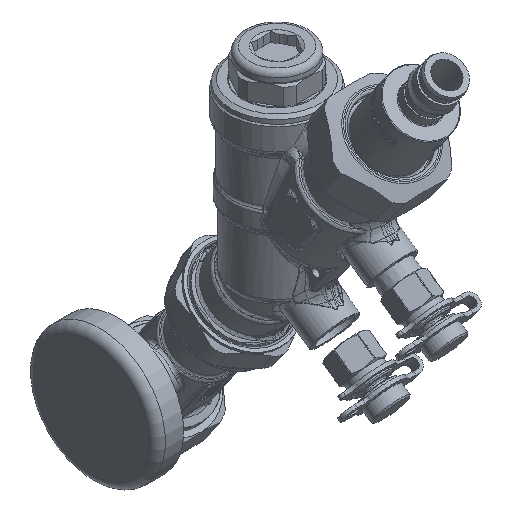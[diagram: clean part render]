
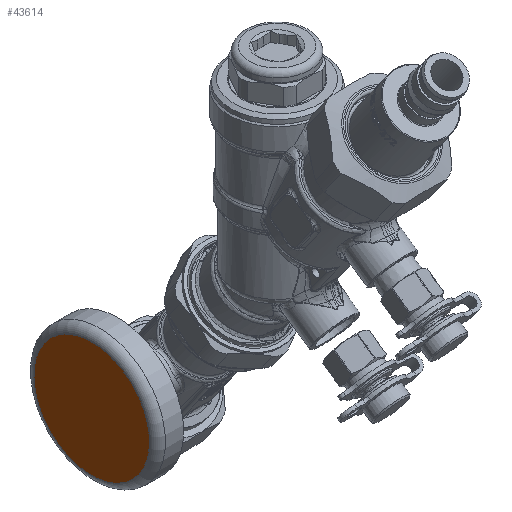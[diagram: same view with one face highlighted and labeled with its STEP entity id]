
A CAD part, isometric view. The second image highlights one B-rep face of the part: STEP entity #43614.
In plain terms, the highlighted planar face has unit normal (-1, 0, 0).
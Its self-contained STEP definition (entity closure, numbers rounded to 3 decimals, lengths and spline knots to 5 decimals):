
#4507=PLANE('',#46518);
#6238=FACE_OUTER_BOUND('',#8854,.T.);
#8854=EDGE_LOOP('',(#32365));
#11213=CIRCLE('',#46512,0.905);
#17839=VERTEX_POINT('',#175200);
#23016=EDGE_CURVE('',#17839,#17839,#11213,.T.);
#32365=ORIENTED_EDGE('',*,*,#23016,.F.);
#43614=ADVANCED_FACE('',(#6238),#4507,.T.);
#46512=AXIS2_PLACEMENT_3D('',#175201,#51677,#51678);
#46518=AXIS2_PLACEMENT_3D('',#175211,#51690,#51691);
#51677=DIRECTION('center_axis',(1.,0.,0.));
#51678=DIRECTION('ref_axis',(0.,-0.574,0.819));
#51690=DIRECTION('center_axis',(-1.,0.,0.));
#51691=DIRECTION('ref_axis',(0.,0.574,-0.819));
#175200=CARTESIAN_POINT('',(-1.4924,0.88937,-3.66992));
#175201=CARTESIAN_POINT('Origin',(-1.4924,1.40846,-4.41125));
#175211=CARTESIAN_POINT('Origin',(-1.4924,1.40846,-4.41125));
